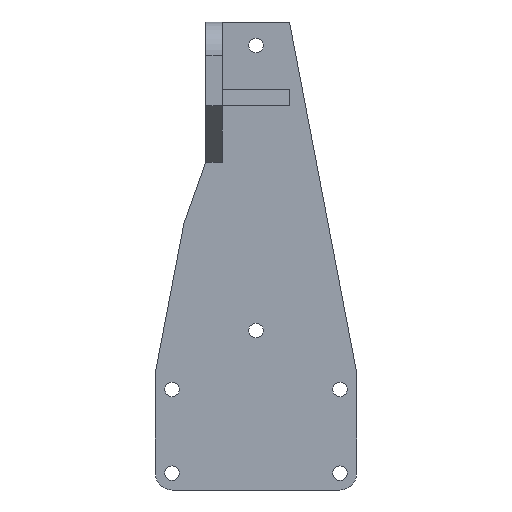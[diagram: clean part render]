
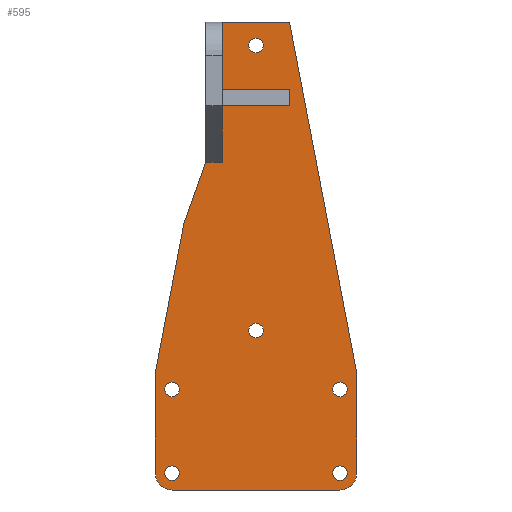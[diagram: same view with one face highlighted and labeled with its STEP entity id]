
A CAD part, left-side view. The second image highlights one B-rep face of the part: STEP entity #595.
In plain terms, the highlighted planar face has unit normal (-1, 0, 0).
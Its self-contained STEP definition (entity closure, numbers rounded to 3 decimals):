
#22 = VERTEX_POINT('',#23);
#23 = CARTESIAN_POINT('',(75.,21.483,79.5));
#40 = VERTEX_POINT('',#41);
#41 = CARTESIAN_POINT('',(75.,30.,35.));
#47 = EDGE_CURVE('',#22,#40,#48,.T.);
#48 = LINE('',#49,#50);
#49 = CARTESIAN_POINT('',(75.,21.483,79.5));
#50 = VECTOR('',#51,1.);
#51 = DIRECTION('',(0.,0.188,-0.982));
#61 = EDGE_CURVE('',#62,#40,#64,.T.);
#62 = VERTEX_POINT('',#63);
#63 = CARTESIAN_POINT('',(75.,30.,5.));
#64 = LINE('',#65,#66);
#65 = CARTESIAN_POINT('',(75.,30.,0.));
#66 = VECTOR('',#67,1.);
#67 = DIRECTION('',(0.,0.,1.));
#102 = VERTEX_POINT('',#103);
#103 = CARTESIAN_POINT('',(75.,25.,0.));
#109 = EDGE_CURVE('',#102,#62,#110,.T.);
#110 = CIRCLE('',#111,5.);
#111 = AXIS2_PLACEMENT_3D('',#112,#113,#114);
#112 = CARTESIAN_POINT('',(75.,25.,5.));
#113 = DIRECTION('',(1.,0.,0.));
#114 = DIRECTION('',(0.,1.,0.));
#125 = EDGE_CURVE('',#126,#102,#128,.T.);
#126 = VERTEX_POINT('',#127);
#127 = CARTESIAN_POINT('',(75.,-25.,0.));
#128 = LINE('',#129,#130);
#129 = CARTESIAN_POINT('',(75.,-30.,0.));
#130 = VECTOR('',#131,1.);
#131 = DIRECTION('',(0.,1.,0.));
#157 = VERTEX_POINT('',#158);
#158 = CARTESIAN_POINT('',(75.,-10.,139.5));
#175 = VERTEX_POINT('',#176);
#176 = CARTESIAN_POINT('',(75.,-30.,35.));
#182 = EDGE_CURVE('',#157,#175,#183,.T.);
#183 = LINE('',#184,#185);
#184 = CARTESIAN_POINT('',(75.,-10.,139.5));
#185 = VECTOR('',#186,1.);
#186 = DIRECTION('',(0.,-0.188,-0.982));
#222 = VERTEX_POINT('',#223);
#223 = CARTESIAN_POINT('',(75.,10.,139.5));
#229 = EDGE_CURVE('',#222,#157,#230,.T.);
#230 = LINE('',#231,#232);
#231 = CARTESIAN_POINT('',(75.,10.,139.5));
#232 = VECTOR('',#233,1.);
#233 = DIRECTION('',(0.,-1.,0.));
#243 = EDGE_CURVE('',#175,#244,#246,.T.);
#244 = VERTEX_POINT('',#245);
#245 = CARTESIAN_POINT('',(75.,-30.,5.));
#246 = LINE('',#247,#248);
#247 = CARTESIAN_POINT('',(75.,-30.,35.));
#248 = VECTOR('',#249,1.);
#249 = DIRECTION('',(0.,0.,-1.));
#293 = VERTEX_POINT('',#294);
#294 = CARTESIAN_POINT('',(75.,15.,97.718));
#368 = EDGE_CURVE('',#222,#369,#371,.T.);
#369 = VERTEX_POINT('',#370);
#370 = CARTESIAN_POINT('',(75.,10.,119.5));
#371 = LINE('',#372,#373);
#372 = CARTESIAN_POINT('',(75.,10.,139.5));
#373 = VECTOR('',#374,1.);
#374 = DIRECTION('',(0.,0.,-1.));
#409 = EDGE_CURVE('',#244,#126,#410,.T.);
#410 = CIRCLE('',#411,5.);
#411 = AXIS2_PLACEMENT_3D('',#412,#413,#414);
#412 = CARTESIAN_POINT('',(75.,-25.,5.));
#413 = DIRECTION('',(1.,0.,0.));
#414 = DIRECTION('',(0.,1.,0.));
#426 = VERTEX_POINT('',#427);
#427 = CARTESIAN_POINT('',(75.,-10.,119.5));
#433 = EDGE_CURVE('',#369,#426,#434,.T.);
#434 = LINE('',#435,#436);
#435 = CARTESIAN_POINT('',(75.,10.,119.5));
#436 = VECTOR('',#437,1.);
#437 = DIRECTION('',(0.,-1.,0.));
#457 = EDGE_CURVE('',#458,#426,#460,.T.);
#458 = VERTEX_POINT('',#459);
#459 = CARTESIAN_POINT('',(75.,-10.,114.5));
#460 = LINE('',#461,#462);
#461 = CARTESIAN_POINT('',(75.,-10.,114.5));
#462 = VECTOR('',#463,1.);
#463 = DIRECTION('',(0.,0.,1.));
#480 = EDGE_CURVE('',#481,#458,#483,.T.);
#481 = VERTEX_POINT('',#482);
#482 = CARTESIAN_POINT('',(75.,10.,114.5));
#483 = LINE('',#484,#485);
#484 = CARTESIAN_POINT('',(75.,10.,114.5));
#485 = VECTOR('',#486,1.);
#486 = DIRECTION('',(0.,-1.,0.));
#503 = VERTEX_POINT('',#504);
#504 = CARTESIAN_POINT('',(75.,10.,97.718));
#511 = EDGE_CURVE('',#481,#503,#512,.T.);
#512 = LINE('',#513,#514);
#513 = CARTESIAN_POINT('',(75.,10.,139.5));
#514 = VECTOR('',#515,1.);
#515 = DIRECTION('',(0.,0.,-1.));
#532 = EDGE_CURVE('',#22,#293,#533,.T.);
#533 = LINE('',#534,#535);
#534 = CARTESIAN_POINT('',(75.,20.184,83.152));
#535 = VECTOR('',#536,1.);
#536 = DIRECTION('',(0.,-0.335,0.942));
#554 = EDGE_CURVE('',#503,#293,#555,.T.);
#555 = LINE('',#556,#557);
#556 = CARTESIAN_POINT('',(75.,10.,97.718));
#557 = VECTOR('',#558,1.);
#558 = DIRECTION('',(0.,1.,0.));
#595 = ADVANCED_FACE('',(#596,#613,#624,#635,#646,#657,#668),#679,.T.);
#596 = FACE_BOUND('',#597,.T.);
#597 = EDGE_LOOP('',(#598,#599,#600,#601,#602,#603,#604,#605,#606,#607,
    #608,#609,#610,#611,#612));
#598 = ORIENTED_EDGE('',*,*,#368,.T.);
#599 = ORIENTED_EDGE('',*,*,#433,.T.);
#600 = ORIENTED_EDGE('',*,*,#457,.F.);
#601 = ORIENTED_EDGE('',*,*,#480,.F.);
#602 = ORIENTED_EDGE('',*,*,#511,.T.);
#603 = ORIENTED_EDGE('',*,*,#554,.T.);
#604 = ORIENTED_EDGE('',*,*,#532,.F.);
#605 = ORIENTED_EDGE('',*,*,#47,.T.);
#606 = ORIENTED_EDGE('',*,*,#61,.F.);
#607 = ORIENTED_EDGE('',*,*,#109,.F.);
#608 = ORIENTED_EDGE('',*,*,#125,.F.);
#609 = ORIENTED_EDGE('',*,*,#409,.F.);
#610 = ORIENTED_EDGE('',*,*,#243,.F.);
#611 = ORIENTED_EDGE('',*,*,#182,.F.);
#612 = ORIENTED_EDGE('',*,*,#229,.F.);
#613 = FACE_BOUND('',#614,.T.);
#614 = EDGE_LOOP('',(#615));
#615 = ORIENTED_EDGE('',*,*,#616,.T.);
#616 = EDGE_CURVE('',#617,#617,#619,.T.);
#617 = VERTEX_POINT('',#618);
#618 = CARTESIAN_POINT('',(75.,2.175,132.5));
#619 = CIRCLE('',#620,2.175);
#620 = AXIS2_PLACEMENT_3D('',#621,#622,#623);
#621 = CARTESIAN_POINT('',(75.,0.,132.5));
#622 = DIRECTION('',(1.,0.,0.));
#623 = DIRECTION('',(0.,1.,0.));
#624 = FACE_BOUND('',#625,.T.);
#625 = EDGE_LOOP('',(#626));
#626 = ORIENTED_EDGE('',*,*,#627,.T.);
#627 = EDGE_CURVE('',#628,#628,#630,.T.);
#628 = VERTEX_POINT('',#629);
#629 = CARTESIAN_POINT('',(75.,2.175,47.5));
#630 = CIRCLE('',#631,2.175);
#631 = AXIS2_PLACEMENT_3D('',#632,#633,#634);
#632 = CARTESIAN_POINT('',(75.,0.,47.5));
#633 = DIRECTION('',(1.,0.,0.));
#634 = DIRECTION('',(0.,1.,0.));
#635 = FACE_BOUND('',#636,.T.);
#636 = EDGE_LOOP('',(#637));
#637 = ORIENTED_EDGE('',*,*,#638,.T.);
#638 = EDGE_CURVE('',#639,#639,#641,.T.);
#639 = VERTEX_POINT('',#640);
#640 = CARTESIAN_POINT('',(75.,27.175,5.));
#641 = CIRCLE('',#642,2.175);
#642 = AXIS2_PLACEMENT_3D('',#643,#644,#645);
#643 = CARTESIAN_POINT('',(75.,25.,5.));
#644 = DIRECTION('',(1.,0.,0.));
#645 = DIRECTION('',(0.,1.,0.));
#646 = FACE_BOUND('',#647,.T.);
#647 = EDGE_LOOP('',(#648));
#648 = ORIENTED_EDGE('',*,*,#649,.T.);
#649 = EDGE_CURVE('',#650,#650,#652,.T.);
#650 = VERTEX_POINT('',#651);
#651 = CARTESIAN_POINT('',(75.,27.175,30.));
#652 = CIRCLE('',#653,2.175);
#653 = AXIS2_PLACEMENT_3D('',#654,#655,#656);
#654 = CARTESIAN_POINT('',(75.,25.,30.));
#655 = DIRECTION('',(1.,0.,0.));
#656 = DIRECTION('',(0.,1.,0.));
#657 = FACE_BOUND('',#658,.T.);
#658 = EDGE_LOOP('',(#659));
#659 = ORIENTED_EDGE('',*,*,#660,.T.);
#660 = EDGE_CURVE('',#661,#661,#663,.T.);
#661 = VERTEX_POINT('',#662);
#662 = CARTESIAN_POINT('',(75.,-22.825,5.));
#663 = CIRCLE('',#664,2.175);
#664 = AXIS2_PLACEMENT_3D('',#665,#666,#667);
#665 = CARTESIAN_POINT('',(75.,-25.,5.));
#666 = DIRECTION('',(1.,0.,0.));
#667 = DIRECTION('',(0.,1.,0.));
#668 = FACE_BOUND('',#669,.T.);
#669 = EDGE_LOOP('',(#670));
#670 = ORIENTED_EDGE('',*,*,#671,.T.);
#671 = EDGE_CURVE('',#672,#672,#674,.T.);
#672 = VERTEX_POINT('',#673);
#673 = CARTESIAN_POINT('',(75.,-22.825,30.));
#674 = CIRCLE('',#675,2.175);
#675 = AXIS2_PLACEMENT_3D('',#676,#677,#678);
#676 = CARTESIAN_POINT('',(75.,-25.,30.));
#677 = DIRECTION('',(1.,0.,0.));
#678 = DIRECTION('',(0.,1.,0.));
#679 = PLANE('',#680);
#680 = AXIS2_PLACEMENT_3D('',#681,#682,#683);
#681 = CARTESIAN_POINT('',(75.,-0.567,68.759));
#682 = DIRECTION('',(-1.,-0.,-0.));
#683 = DIRECTION('',(0.,0.,-1.));
